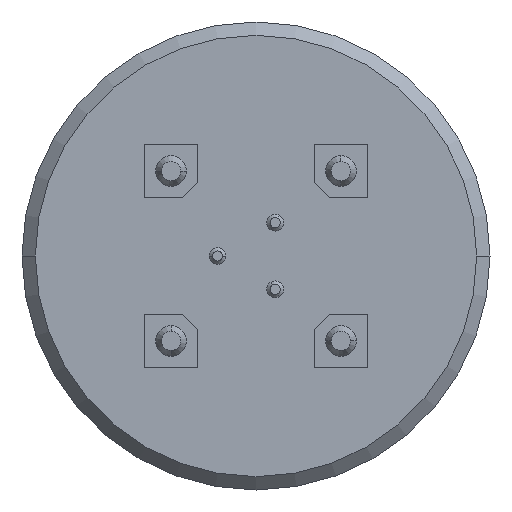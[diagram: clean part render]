
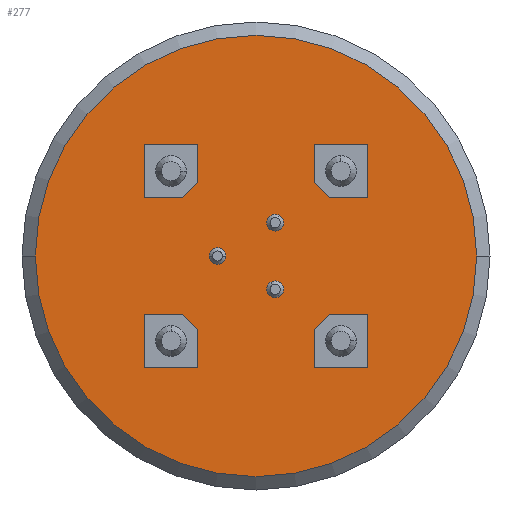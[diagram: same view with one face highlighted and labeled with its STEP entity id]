
A CAD part, left-side view. The second image highlights one B-rep face of the part: STEP entity #277.
In plain terms, the highlighted planar face has unit normal (-1, 0, 0).
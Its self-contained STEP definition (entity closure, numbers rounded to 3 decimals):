
#277=ADVANCED_FACE('',(#601,#602,#603,#604,#605,#606,#607,#608),#609,.T.);
#601=FACE_OUTER_BOUND('',#984,.T.);
#602=FACE_BOUND('',#985,.T.);
#603=FACE_BOUND('',#986,.T.);
#604=FACE_BOUND('',#987,.T.);
#605=FACE_BOUND('',#988,.T.);
#606=FACE_BOUND('',#989,.T.);
#607=FACE_BOUND('',#990,.T.);
#608=FACE_BOUND('',#991,.T.);
#609=PLANE('',#992);
#984=EDGE_LOOP('',(#1695,#1696));
#985=EDGE_LOOP('',(#1697,#1698,#1699,#1700,#1701));
#986=EDGE_LOOP('',(#1702,#1703,#1704,#1705,#1706));
#987=EDGE_LOOP('',(#1707,#1708,#1709,#1710,#1711));
#988=EDGE_LOOP('',(#1712,#1713));
#989=EDGE_LOOP('',(#1714,#1715));
#990=EDGE_LOOP('',(#1716,#1717));
#991=EDGE_LOOP('',(#1718,#1719,#1720,#1721,#1722));
#992=AXIS2_PLACEMENT_3D('',#1723,#1724,#1725);
#1695=ORIENTED_EDGE('',*,*,#2181,.F.);
#1696=ORIENTED_EDGE('',*,*,#2375,.F.);
#1697=ORIENTED_EDGE('',*,*,#2377,.T.);
#1698=ORIENTED_EDGE('',*,*,#2378,.T.);
#1699=ORIENTED_EDGE('',*,*,#2379,.T.);
#1700=ORIENTED_EDGE('',*,*,#2380,.T.);
#1701=ORIENTED_EDGE('',*,*,#2315,.F.);
#1702=ORIENTED_EDGE('',*,*,#2381,.F.);
#1703=ORIENTED_EDGE('',*,*,#2382,.T.);
#1704=ORIENTED_EDGE('',*,*,#2383,.T.);
#1705=ORIENTED_EDGE('',*,*,#2384,.T.);
#1706=ORIENTED_EDGE('',*,*,#2385,.T.);
#1707=ORIENTED_EDGE('',*,*,#2386,.T.);
#1708=ORIENTED_EDGE('',*,*,#2387,.T.);
#1709=ORIENTED_EDGE('',*,*,#2388,.T.);
#1710=ORIENTED_EDGE('',*,*,#2389,.T.);
#1711=ORIENTED_EDGE('',*,*,#2310,.F.);
#1712=ORIENTED_EDGE('',*,*,#2259,.F.);
#1713=ORIENTED_EDGE('',*,*,#2327,.F.);
#1714=ORIENTED_EDGE('',*,*,#2249,.F.);
#1715=ORIENTED_EDGE('',*,*,#2332,.F.);
#1716=ORIENTED_EDGE('',*,*,#2212,.F.);
#1717=ORIENTED_EDGE('',*,*,#2355,.F.);
#1718=ORIENTED_EDGE('',*,*,#2320,.F.);
#1719=ORIENTED_EDGE('',*,*,#2390,.T.);
#1720=ORIENTED_EDGE('',*,*,#2391,.T.);
#1721=ORIENTED_EDGE('',*,*,#2392,.T.);
#1722=ORIENTED_EDGE('',*,*,#2393,.T.);
#1723=CARTESIAN_POINT('',(-16.5,6.6,0.0));
#1724=DIRECTION('',(-1.0,0.,0.0));
#1725=DIRECTION('',(0.,1.0,0.0));
#2181=EDGE_CURVE('',#2583,#2586,#2587,.T.);
#2212=EDGE_CURVE('',#2637,#2633,#2639,.T.);
#2249=EDGE_CURVE('',#2698,#2694,#2700,.T.);
#2259=EDGE_CURVE('',#2714,#2710,#2716,.T.);
#2310=EDGE_CURVE('',#2789,#2790,#2791,.T.);
#2315=EDGE_CURVE('',#2798,#2799,#2800,.T.);
#2320=EDGE_CURVE('',#2807,#2808,#2809,.T.);
#2327=EDGE_CURVE('',#2710,#2714,#2818,.T.);
#2332=EDGE_CURVE('',#2694,#2698,#2823,.T.);
#2355=EDGE_CURVE('',#2633,#2637,#2846,.T.);
#2375=EDGE_CURVE('',#2586,#2583,#2866,.T.);
#2377=EDGE_CURVE('',#2798,#2868,#2869,.T.);
#2378=EDGE_CURVE('',#2868,#2870,#2871,.T.);
#2379=EDGE_CURVE('',#2870,#2872,#2873,.T.);
#2380=EDGE_CURVE('',#2872,#2799,#2874,.T.);
#2381=EDGE_CURVE('',#2875,#2876,#2877,.T.);
#2382=EDGE_CURVE('',#2875,#2878,#2879,.T.);
#2383=EDGE_CURVE('',#2878,#2880,#2881,.T.);
#2384=EDGE_CURVE('',#2880,#2882,#2883,.T.);
#2385=EDGE_CURVE('',#2882,#2876,#2884,.T.);
#2386=EDGE_CURVE('',#2789,#2885,#2886,.T.);
#2387=EDGE_CURVE('',#2885,#2887,#2888,.T.);
#2388=EDGE_CURVE('',#2887,#2889,#2890,.T.);
#2389=EDGE_CURVE('',#2889,#2790,#2891,.T.);
#2390=EDGE_CURVE('',#2807,#2892,#2893,.T.);
#2391=EDGE_CURVE('',#2892,#2894,#2895,.T.);
#2392=EDGE_CURVE('',#2894,#2896,#2897,.T.);
#2393=EDGE_CURVE('',#2896,#2808,#2898,.T.);
#2583=VERTEX_POINT('',#3130);
#2586=VERTEX_POINT('',#3134);
#2587=CIRCLE('',#3135,6.6);
#2633=VERTEX_POINT('',#3190);
#2637=VERTEX_POINT('',#3195);
#2639=CIRCLE('',#3198,0.25);
#2694=VERTEX_POINT('',#3267);
#2698=VERTEX_POINT('',#3272);
#2700=CIRCLE('',#3275,0.25);
#2710=VERTEX_POINT('',#3287);
#2714=VERTEX_POINT('',#3292);
#2716=CIRCLE('',#3295,0.25);
#2789=VERTEX_POINT('',#3411);
#2790=VERTEX_POINT('',#3412);
#2791=CIRCLE('',#3413,2.8);
#2798=VERTEX_POINT('',#3422);
#2799=VERTEX_POINT('',#3423);
#2800=CIRCLE('',#3424,2.8);
#2807=VERTEX_POINT('',#3433);
#2808=VERTEX_POINT('',#3434);
#2809=CIRCLE('',#3435,2.8);
#2818=CIRCLE('',#3446,0.25);
#2823=CIRCLE('',#3451,0.25);
#2846=CIRCLE('',#3474,0.25);
#2866=CIRCLE('',#3494,6.6);
#2868=VERTEX_POINT('',#3496);
#2869=LINE('',#3497,#3498);
#2870=VERTEX_POINT('',#3499);
#2871=LINE('',#3500,#3501);
#2872=VERTEX_POINT('',#3502);
#2873=LINE('',#3503,#3504);
#2874=LINE('',#3505,#3506);
#2875=VERTEX_POINT('',#3507);
#2876=VERTEX_POINT('',#3508);
#2877=CIRCLE('',#3509,2.8);
#2878=VERTEX_POINT('',#3510);
#2879=LINE('',#3511,#3512);
#2880=VERTEX_POINT('',#3513);
#2881=LINE('',#3514,#3515);
#2882=VERTEX_POINT('',#3516);
#2883=LINE('',#3517,#3518);
#2884=LINE('',#3519,#3520);
#2885=VERTEX_POINT('',#3521);
#2886=LINE('',#3522,#3523);
#2887=VERTEX_POINT('',#3524);
#2888=LINE('',#3525,#3526);
#2889=VERTEX_POINT('',#3527);
#2890=LINE('',#3528,#3529);
#2891=LINE('',#3530,#3531);
#2892=VERTEX_POINT('',#3532);
#2893=LINE('',#3533,#3534);
#2894=VERTEX_POINT('',#3535);
#2895=LINE('',#3536,#3537);
#2896=VERTEX_POINT('',#3538);
#2897=LINE('',#3539,#3540);
#2898=LINE('',#3541,#3542);
#3130=CARTESIAN_POINT('',(-16.5,6.6,0.0));
#3134=CARTESIAN_POINT('',(-16.5,-6.6,0.));
#3135=AXIS2_PLACEMENT_3D('',#3862,#3863,#3864);
#3190=CARTESIAN_POINT('',(-16.5,1.4,0.));
#3195=CARTESIAN_POINT('',(-16.5,0.9,0.));
#3198=AXIS2_PLACEMENT_3D('',#3915,#3916,#3917);
#3267=CARTESIAN_POINT('',(-16.5,-0.7,1.212));
#3272=CARTESIAN_POINT('',(-16.5,-0.45,0.779));
#3275=AXIS2_PLACEMENT_3D('',#3970,#3971,#3972);
#3287=CARTESIAN_POINT('',(-16.5,-0.7,-1.212));
#3292=CARTESIAN_POINT('',(-16.5,-0.45,-0.779));
#3295=AXIS2_PLACEMENT_3D('',#3986,#3987,#3988);
#3411=CARTESIAN_POINT('',(-16.5,-2.194,-1.74));
#3412=CARTESIAN_POINT('',(-16.5,-1.74,-2.194));
#3413=AXIS2_PLACEMENT_3D('',#4062,#4063,#4064);
#3422=CARTESIAN_POINT('',(-16.5,-1.74,2.194));
#3423=CARTESIAN_POINT('',(-16.5,-2.194,1.74));
#3424=AXIS2_PLACEMENT_3D('',#4070,#4071,#4072);
#3433=CARTESIAN_POINT('',(-16.5,1.74,-2.194));
#3434=CARTESIAN_POINT('',(-16.5,2.194,-1.74));
#3435=AXIS2_PLACEMENT_3D('',#4078,#4079,#4080);
#3446=AXIS2_PLACEMENT_3D('',#4089,#4090,#4091);
#3451=AXIS2_PLACEMENT_3D('',#4095,#4096,#4097);
#3474=AXIS2_PLACEMENT_3D('',#4128,#4129,#4130);
#3494=AXIS2_PLACEMENT_3D('',#4155,#4156,#4157);
#3496=CARTESIAN_POINT('',(-16.5,-1.74,3.34));
#3497=CARTESIAN_POINT('',(-16.5,-1.74,1.67));
#3498=VECTOR('',#4158,10.0);
#3499=CARTESIAN_POINT('',(-16.5,-3.34,3.34));
#3500=CARTESIAN_POINT('',(-16.5,1.63,3.34));
#3501=VECTOR('',#4159,10.0);
#3502=CARTESIAN_POINT('',(-16.5,-3.34,1.74));
#3503=CARTESIAN_POINT('',(-16.5,-3.34,0.87));
#3504=VECTOR('',#4160,10.0);
#3505=CARTESIAN_POINT('',(-16.5,2.43,1.74));
#3506=VECTOR('',#4161,10.0);
#3507=CARTESIAN_POINT('',(-16.5,2.194,1.74));
#3508=CARTESIAN_POINT('',(-16.5,1.74,2.194));
#3509=AXIS2_PLACEMENT_3D('',#4162,#4163,#4164);
#3510=CARTESIAN_POINT('',(-16.5,3.34,1.74));
#3511=CARTESIAN_POINT('',(-16.5,4.97,1.74));
#3512=VECTOR('',#4165,10.0);
#3513=CARTESIAN_POINT('',(-16.5,3.34,3.34));
#3514=CARTESIAN_POINT('',(-16.5,3.34,1.67));
#3515=VECTOR('',#4166,10.0);
#3516=CARTESIAN_POINT('',(-16.5,1.74,3.34));
#3517=CARTESIAN_POINT('',(-16.5,4.17,3.34));
#3518=VECTOR('',#4167,10.0);
#3519=CARTESIAN_POINT('',(-16.5,1.74,0.87));
#3520=VECTOR('',#4168,10.0);
#3521=CARTESIAN_POINT('',(-16.5,-3.34,-1.74));
#3522=CARTESIAN_POINT('',(-16.5,1.63,-1.74));
#3523=VECTOR('',#4169,10.0);
#3524=CARTESIAN_POINT('',(-16.5,-3.34,-3.34));
#3525=CARTESIAN_POINT('',(-16.5,-3.34,-1.67));
#3526=VECTOR('',#4170,10.0);
#3527=CARTESIAN_POINT('',(-16.5,-1.74,-3.34));
#3528=CARTESIAN_POINT('',(-16.5,2.43,-3.34));
#3529=VECTOR('',#4171,10.0);
#3530=CARTESIAN_POINT('',(-16.5,-1.74,-0.87));
#3531=VECTOR('',#4172,10.0);
#3532=CARTESIAN_POINT('',(-16.5,1.74,-3.34));
#3533=CARTESIAN_POINT('',(-16.5,1.74,-1.67));
#3534=VECTOR('',#4173,10.0);
#3535=CARTESIAN_POINT('',(-16.5,3.34,-3.34));
#3536=CARTESIAN_POINT('',(-16.5,4.97,-3.34));
#3537=VECTOR('',#4174,10.0);
#3538=CARTESIAN_POINT('',(-16.5,3.34,-1.74));
#3539=CARTESIAN_POINT('',(-16.5,3.34,-0.87));
#3540=VECTOR('',#4175,10.0);
#3541=CARTESIAN_POINT('',(-16.5,4.17,-1.74));
#3542=VECTOR('',#4176,10.0);
#3862=CARTESIAN_POINT('',(-16.5,0.,0.0));
#3863=DIRECTION('',(1.0,0.,0.0));
#3864=DIRECTION('',(0.0,0.0,-1.0));
#3915=CARTESIAN_POINT('',(-16.5,1.15,0.));
#3916=DIRECTION('',(-1.0,0.,0.));
#3917=DIRECTION('',(0.,1.0,0.));
#3970=CARTESIAN_POINT('',(-16.5,-0.575,0.996));
#3971=DIRECTION('',(-1.0,0.,0.));
#3972=DIRECTION('',(0.,-0.5,0.866));
#3986=CARTESIAN_POINT('',(-16.5,-0.575,-0.996));
#3987=DIRECTION('',(-1.0,0.,0.));
#3988=DIRECTION('',(0.,-0.5,-0.866));
#4062=CARTESIAN_POINT('',(-16.5,0.,0.0));
#4063=DIRECTION('',(1.0,0.0,0.0));
#4064=DIRECTION('',(0.0,0.0,-1.0));
#4070=CARTESIAN_POINT('',(-16.5,0.,0.0));
#4071=DIRECTION('',(1.0,0.0,0.0));
#4072=DIRECTION('',(0.0,0.0,-1.0));
#4078=CARTESIAN_POINT('',(-16.5,0.,0.0));
#4079=DIRECTION('',(1.0,0.0,0.0));
#4080=DIRECTION('',(0.0,0.0,-1.0));
#4089=CARTESIAN_POINT('',(-16.5,-0.575,-0.996));
#4090=DIRECTION('',(-1.0,0.,0.));
#4091=DIRECTION('',(0.,-0.5,-0.866));
#4095=CARTESIAN_POINT('',(-16.5,-0.575,0.996));
#4096=DIRECTION('',(-1.0,0.,0.));
#4097=DIRECTION('',(0.,-0.5,0.866));
#4128=CARTESIAN_POINT('',(-16.5,1.15,0.));
#4129=DIRECTION('',(-1.0,0.,0.));
#4130=DIRECTION('',(0.,1.0,0.));
#4155=CARTESIAN_POINT('',(-16.5,0.,0.0));
#4156=DIRECTION('',(1.0,0.,0.0));
#4157=DIRECTION('',(0.0,0.0,-1.0));
#4158=DIRECTION('',(0.,0.,1.0));
#4159=DIRECTION('',(0.,-1.0,0.));
#4160=DIRECTION('',(0.,0.,-1.0));
#4161=DIRECTION('',(0.,1.0,0.));
#4162=CARTESIAN_POINT('',(-16.5,0.,0.0));
#4163=DIRECTION('',(1.0,0.0,0.0));
#4164=DIRECTION('',(0.0,0.0,-1.0));
#4165=DIRECTION('',(0.,1.0,0.));
#4166=DIRECTION('',(0.,0.,1.0));
#4167=DIRECTION('',(0.,-1.0,0.));
#4168=DIRECTION('',(0.,0.,-1.0));
#4169=DIRECTION('',(0.,-1.0,0.));
#4170=DIRECTION('',(0.,0.,-1.0));
#4171=DIRECTION('',(0.,1.0,0.));
#4172=DIRECTION('',(0.,0.,1.0));
#4173=DIRECTION('',(0.0,0.0,-1.0));
#4174=DIRECTION('',(0.,1.0,0.0));
#4175=DIRECTION('',(0.0,0.0,1.0));
#4176=DIRECTION('',(0.,-1.0,0.0));
